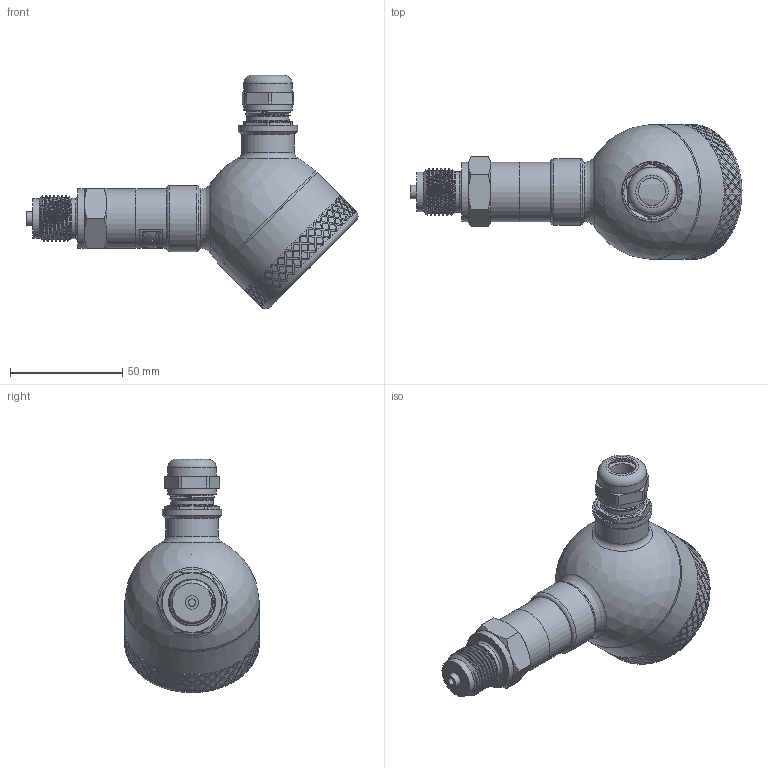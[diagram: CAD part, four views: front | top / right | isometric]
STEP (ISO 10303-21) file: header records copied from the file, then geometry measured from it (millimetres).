
FILE_DESCRIPTION(/* description */ (''),/* implementation_level */ '2;1');
FILE_NAME(/* name */ 'APZ3420FH_7_CableGlandM20x1,5.step',/* time_stamp */ '2021-06-30T14:38:03+03:00',/* author */ (''),/* organization */ (''),/* preprocessor_version */ 'ST-DEVELOPER v18.1',/* originating_system */ 'Autodesk Translation Framework v10.9.0.1377',/* authorisation */ '');
FILE_SCHEMA (('AUTOMOTIVE_DESIGN { 1 0 10303 214 3 1 1 }'));
Length unit declared in the file: millimetre
Products named in the file (12): Полевой корпус 
3420 3421 3230 заполненный; G 1\2 EN; FieldHousing Assembly v16; main body; Крышка без 
дисплея; Адаптер кабель 
ввода М20; M20x1,5 steel cable gland v5; Cuerpo GAE.2000.0 Prensaestopas GADI M20x1.5 IP68 Laton; Junta GAE.2000.0 Prensaestopas GADI M20x1.5 IP68 Laton; Tuerca GAE.2000.0 Prensaestopas GADI M20x1.5 IP68 Laton; Brida GAE.2000.0 Prensaestopas GADI M20x1.5 IP68 Laton; Goma GAE.2000.0 Prensaestopas GADI M20x1.5 IP68 Laton
Assembly tree (11 placements, depth 4):
  Полевой корпус 
3420 3421 3230 заполненный
    G 1\2 EN
    FieldHousing Assembly v16
      main body
      Крышка без 
дисплея
      Адаптер кабель 
ввода М20
      M20x1,5 steel cable gland v5
        Cuerpo GAE.2000.0 Prensaestopas GADI M20x1.5 IP68 Laton
        Junta GAE.2000.0 Prensaestopas GADI M20x1.5 IP68 Laton
        Tuerca GAE.2000.0 Prensaestopas GADI M20x1.5 IP68 Laton
        Brida GAE.2000.0 Prensaestopas GADI M20x1.5 IP68 Laton
        Goma GAE.2000.0 Prensaestopas GADI M20x1.5 IP68 Laton
Bounding box: 147.91 x 60.1 x 103.91 mm (x, y, z)
Volume: 173808.5 mm3; surface area: 51768.9 mm2
Topology: 9 solids, 9 shells, 1612 faces, 4037 edges, 2643 vertices
Faces by surface type: bspline 946, cylinder 315, plane 249, cone 66, torus 33, sphere 3
Full cylindrical faces by diameter (mm): 3.3 x1, 6 x1, 12.3 x2, 13 x1, 15 x4, 16 x1, 16.2 x1, 17 x1, 17.15 x1, 17.5 x1, 18 x5, 18.526 x5, 18.631 x7, 18.75 x7, 19 x1, 20 x2, 20.203 x5, 20.3 x5, 20.8 x1, 21.6 x1, 21.7 x2, 22.4 x1, 23.6 x1, 24.5 x2, 26.5 x3, 29.5 x1, 55 x9, 56.5 x1, 57.2 x1, 60 x2
Entity records: 72165 total; most frequent: CARTESIAN_POINT 41555, ORIENTED_EDGE 8072, EDGE_CURVE 4036, DIRECTION 3027, B_SPLINE_CURVE_WITH_KNOTS 2806, VERTEX_POINT 2643, EDGE_LOOP 1825, FACE_OUTER_BOUND 1612
